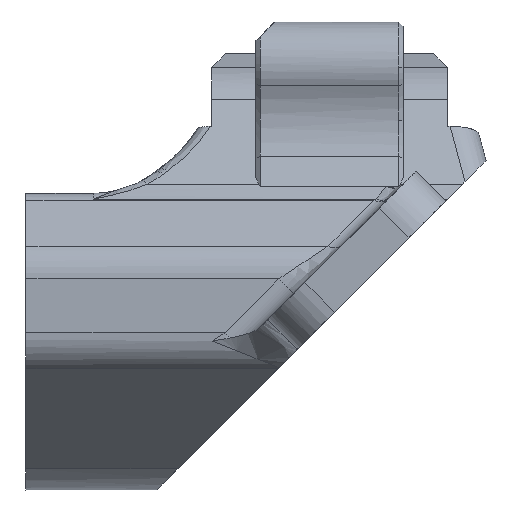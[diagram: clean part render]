
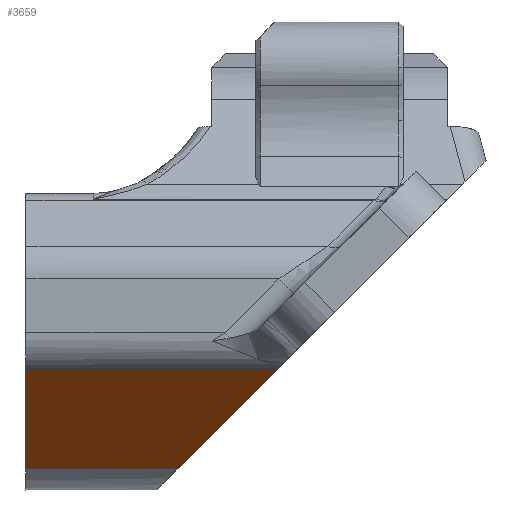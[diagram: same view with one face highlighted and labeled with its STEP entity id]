
A CAD part, front view. The second image highlights one B-rep face of the part: STEP entity #3659.
In plain terms, the highlighted planar face has unit normal (0, -0.502, -0.865).
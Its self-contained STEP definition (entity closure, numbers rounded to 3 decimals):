
#69 = VERTEX_POINT ( 'NONE', #6277 ) ;
#122 = DIRECTION ( 'NONE',  ( 0., 0.865, -0.502 ) ) ;
#305 = ORIENTED_EDGE ( 'NONE', *, *, #9693, .T. ) ;
#1208 = EDGE_CURVE ( 'NONE', #69, #10181, #1418, .T. ) ;
#1281 = CARTESIAN_POINT ( 'NONE',  ( 10.411, -24.11, 27.733 ) ) ;
#1363 = FACE_OUTER_BOUND ( 'NONE', #7434, .T. ) ;
#1418 = LINE ( 'NONE', #9066, #6366 ) ;
#1643 = PLANE ( 'NONE',  #2555 ) ;
#2041 = CARTESIAN_POINT ( 'NONE',  ( 0.906, -7.726, 18.228 ) ) ;
#2332 = EDGE_CURVE ( 'NONE', #4659, #69, #5707, .T. ) ;
#2346 = VECTOR ( 'NONE', #9510, 1000. ) ;
#2555 = AXIS2_PLACEMENT_3D ( 'NONE', #7441, #8937, #122 ) ;
#3015 = VECTOR ( 'NONE', #6127, 1000. ) ;
#3659 = ADVANCED_FACE ( 'NONE', ( #1363 ), #1643, .T. ) ;
#4659 = VERTEX_POINT ( 'NONE', #5798 ) ;
#4738 = ORIENTED_EDGE ( 'NONE', *, *, #5401, .F. ) ;
#4750 = ORIENTED_EDGE ( 'NONE', *, *, #2332, .F. ) ;
#5237 = ORIENTED_EDGE ( 'NONE', *, *, #1208, .F. ) ;
#5401 = EDGE_CURVE ( 'NONE', #9662, #4659, #9876, .T. ) ;
#5707 = LINE ( 'NONE', #2041, #2346 ) ;
#5798 = CARTESIAN_POINT ( 'NONE',  ( 0.906, -7.726, 18.228 ) ) ;
#6127 = DIRECTION ( 'NONE',  ( -0.449, 0.773, -0.449 ) ) ;
#6277 = CARTESIAN_POINT ( 'NONE',  ( -13.57, -7.726, 18.228 ) ) ;
#6366 = VECTOR ( 'NONE', #6686, 1000. ) ;
#6488 = CARTESIAN_POINT ( 'NONE',  ( -22.071, -24.11, 27.733 ) ) ;
#6686 = DIRECTION ( 'NONE',  ( 0., -0.865, 0.502 ) ) ;
#7307 = VECTOR ( 'NONE', #9716, 1000. ) ;
#7434 = EDGE_LOOP ( 'NONE', ( #5237, #4750, #4738, #305 ) ) ;
#7441 = CARTESIAN_POINT ( 'NONE',  ( -22.071, -24.111, 27.734 ) ) ;
#8083 = CARTESIAN_POINT ( 'NONE',  ( -13.57, -24.11, 27.733 ) ) ;
#8937 = DIRECTION ( 'NONE',  ( 0., -0.502, -0.865 ) ) ;
#9066 = CARTESIAN_POINT ( 'NONE',  ( -13.57, -24.111, 27.734 ) ) ;
#9508 = CARTESIAN_POINT ( 'NONE',  ( 10.411, -24.11, 27.733 ) ) ;
#9510 = DIRECTION ( 'NONE',  ( -1., 0., 0. ) ) ;
#9662 = VERTEX_POINT ( 'NONE', #9508 ) ;
#9693 = EDGE_CURVE ( 'NONE', #9662, #10181, #10156, .T. ) ;
#9716 = DIRECTION ( 'NONE',  ( -1., 0., 0. ) ) ;
#9876 = LINE ( 'NONE', #1281, #3015 ) ;
#10156 = LINE ( 'NONE', #6488, #7307 ) ;
#10181 = VERTEX_POINT ( 'NONE', #8083 ) ;
